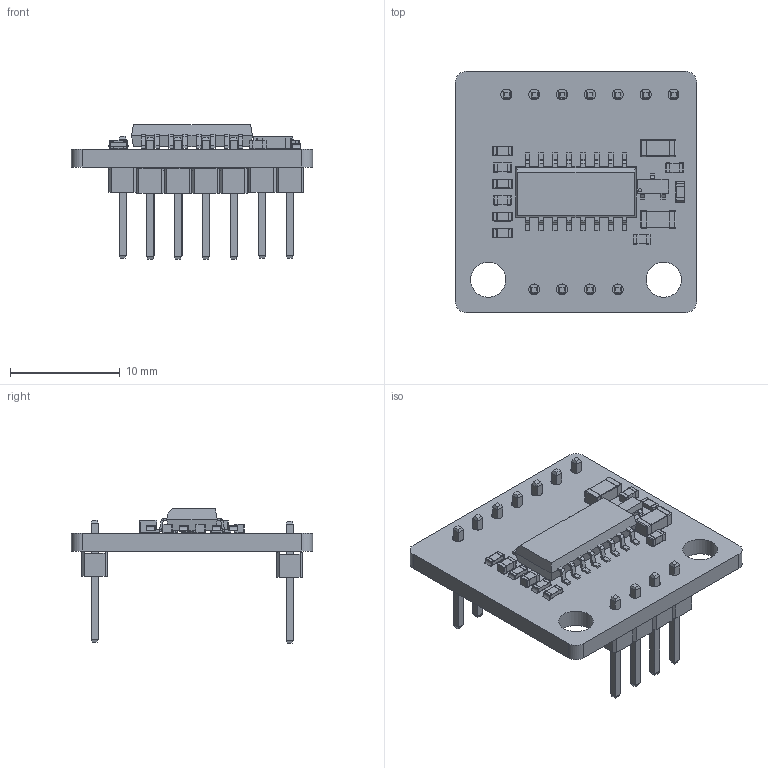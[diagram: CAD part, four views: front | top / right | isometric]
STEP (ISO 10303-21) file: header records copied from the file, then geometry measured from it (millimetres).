
FILE_DESCRIPTION(('KiCad electronic assembly'),'2;1');
FILE_NAME('Load-cell_ampfilier_HX711_board_3D.step', '2022-01-12T13:07:52',('Pcbnew'),('Kicad'), 'Open CASCADE STEP processor 7.5','KiCad to STEP converter','Unknown' );
FILE_SCHEMA(('AUTOMOTIVE_DESIGN { 1 0 10303 214 1 1 1 1 }'));
Length unit declared in the file: millimetre
Products named in the file (18): Load-cell_ampfilier_HX711_board_3D 1; 0603R; SOLID; SOP-16; COMPOUND; 0603C; 1206C; SOT23-3; 5x_Male_Pin_2.54_mm; 2x_Male_Pin_2.54_mm; 4x_Male_Pin_2.54_mm
Assembly tree (25 placements, depth 3):
  Load-cell_ampfilier_HX711_board_3D 1
    0603R  x5
      SOLID
    SOP-16
      COMPOUND
    0603C  x4
      COMPOUND
    1206C  x2
      COMPOUND
    SOT23-3
      COMPOUND
    5x_Male_Pin_2.54_mm
      COMPOUND
    2x_Male_Pin_2.54_mm
      COMPOUND
    4x_Male_Pin_2.54_mm
      COMPOUND
    COMPOUND
Bounding box: 22 x 22 x 12.26 mm (x, y, z)
Volume: 1042.5 mm3; surface area: 2167.6 mm2
Topology: 42 solids, 42 shells, 1333 faces, 3082 edges, 1768 vertices
Faces by surface type: bspline 1310, cylinder 17, plane 6
Full cylindrical faces by diameter (mm): 1 x11, 3.2 x2
Entity records: 47493 total; most frequent: CARTESIAN_POINT 19144, B_SPLINE_CURVE_WITH_KNOTS 5461, ORIENTED_EDGE 4100, PCURVE 4100, DEFINITIONAL_REPRESENTATION 4100, EDGE_CURVE 2050, SURFACE_CURVE 2037, VERTEX_POINT 1208
